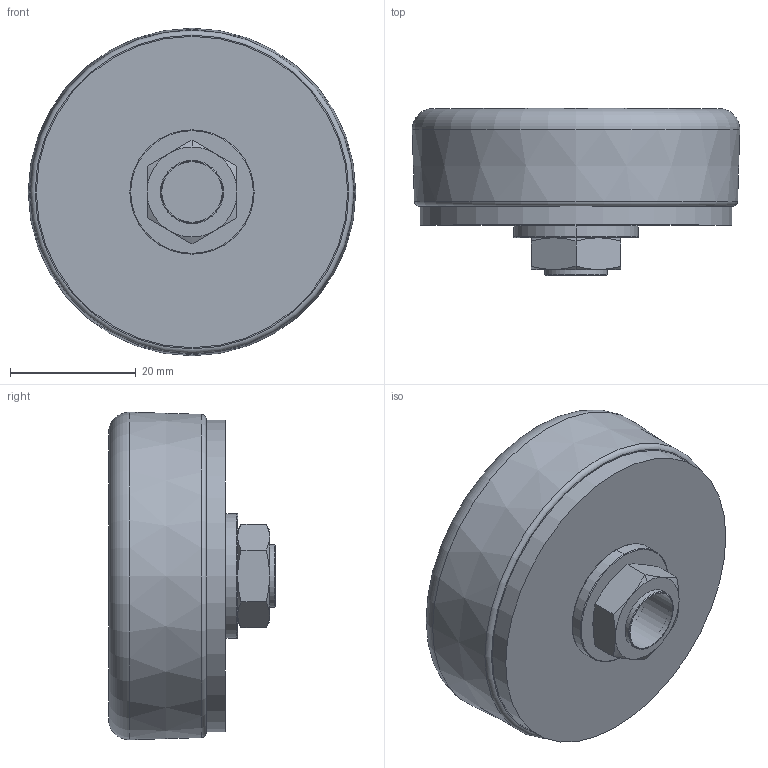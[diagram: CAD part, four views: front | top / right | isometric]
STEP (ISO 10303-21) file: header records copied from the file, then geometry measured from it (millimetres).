
FILE_DESCRIPTION(('FreeCAD Model'),'2;1');
FILE_NAME('ANT-E.step','2017-08-02T10:01:34',('Author'), (''),'Open CASCADE STEP processor 6.8','FreeCAD','Unknown');
FILE_SCHEMA(('AUTOMOTIVE_DESIGN_CC2 { 1 2 10303 214 -1 1 5 4 }'));
Length unit declared in the file: millimetre
Products named in the file (5): ASSEMBLY; Body; Nut; Washer; Chamfer
Assembly tree (4 placements, depth 2):
  ASSEMBLY
    Body
    Nut
    Washer
    Chamfer
Bounding box: 52 x 26.5 x 52 mm (x, y, z)
Volume: 38910.7 mm3; surface area: 8605 mm2
Topology: 4 solids, 4 shells, 46 faces, 90 edges, 53 vertices
Faces by surface type: cone 16, plane 15, cylinder 9, torus 6
Full cylindrical faces by diameter (mm): 9.6 x1, 10 x1, 49.427 x1
Entity records: 4626 total; most frequent: CARTESIAN_POINT 2674, DIRECTION 272, ORIENTED_EDGE 180, PCURVE 180, DEFINITIONAL_REPRESENTATION 180, B_SPLINE_CURVE_WITH_KNOTS 132, AXIS2_PLACEMENT_3D 98, EDGE_CURVE 90
